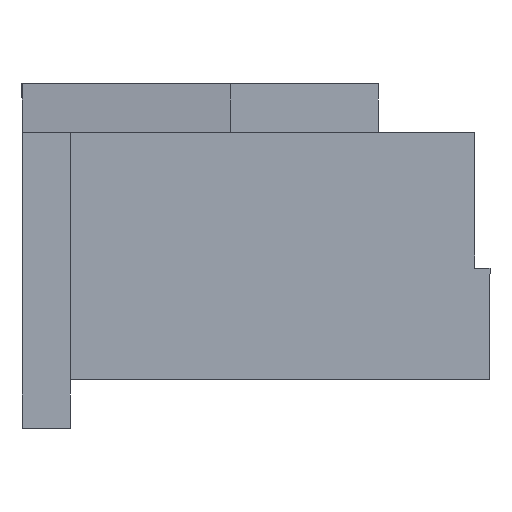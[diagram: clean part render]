
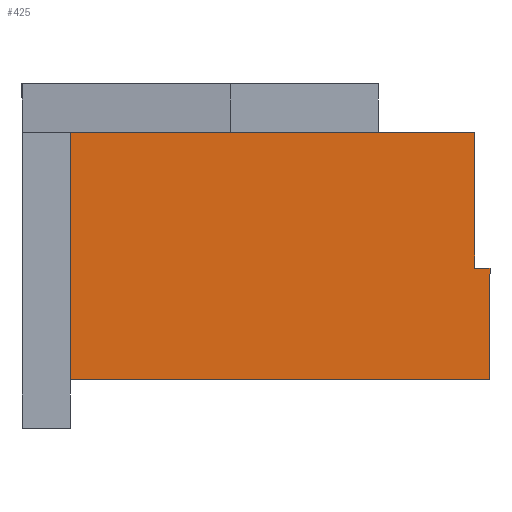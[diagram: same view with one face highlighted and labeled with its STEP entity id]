
A CAD part, left-side view. The second image highlights one B-rep face of the part: STEP entity #425.
In plain terms, the highlighted planar face has unit normal (-1, 0, 0).
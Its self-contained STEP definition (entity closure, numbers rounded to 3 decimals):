
#1 = VERTEX_POINT ( 'NONE', #1041 ) ;
#9 = VERTEX_POINT ( 'NONE', #1029 ) ;
#12 = EDGE_CURVE ( 'NONE', #1, #9, #1027, .T. ) ;
#86 = ORIENTED_EDGE ( 'NONE', *, *, #90, .F. ) ;
#87 = VERTEX_POINT ( 'NONE', #1150 ) ;
#88 = VERTEX_POINT ( 'NONE', #1149 ) ;
#90 = EDGE_CURVE ( 'NONE', #87, #88, #1148, .T. ) ;
#103 = EDGE_CURVE ( 'NONE', #246, #87, #1192, .T. ) ;
#123 = EDGE_CURVE ( 'NONE', #1, #246, #1215, .T. ) ;
#246 = VERTEX_POINT ( 'NONE', #1407 ) ;
#272 = ORIENTED_EDGE ( 'NONE', *, *, #103, .F. ) ;
#282 = ORIENTED_EDGE ( 'NONE', *, *, #123, .F. ) ;
#287 = ORIENTED_EDGE ( 'NONE', *, *, #12, .T. ) ;
#425 = ADVANCED_FACE ( 'NONE', ( #1704 ), #1703, .T. ) ;
#821 = EDGE_CURVE ( 'NONE', #88, #824, #2293, .T. ) ;
#823 = ORIENTED_EDGE ( 'NONE', *, *, #821, .F. ) ;
#824 = VERTEX_POINT ( 'NONE', #2282 ) ;
#826 = EDGE_LOOP ( 'NONE', ( #86, #272, #282, #287, #827, #823 ) ) ;
#827 = ORIENTED_EDGE ( 'NONE', *, *, #828, .T. ) ;
#828 = EDGE_CURVE ( 'NONE', #9, #824, #2345, .T. ) ;
#1024 = DIRECTION ( 'NONE',  ( 0., -1., 0. ) ) ;
#1025 = VECTOR ( 'NONE', #1024, 1000. ) ;
#1026 = CARTESIAN_POINT ( 'NONE',  ( -5.35, 4., 0.8 ) ) ;
#1027 = LINE ( 'NONE', #1026, #1025 ) ;
#1029 = CARTESIAN_POINT ( 'NONE',  ( -5.35, -3.75, 0.8 ) ) ;
#1041 = CARTESIAN_POINT ( 'NONE',  ( -5.35, 3.2, 0.8 ) ) ;
#1145 = DIRECTION ( 'NONE',  ( 0., 0., -1. ) ) ;
#1146 = VECTOR ( 'NONE', #1145, 1000. ) ;
#1147 = CARTESIAN_POINT ( 'NONE',  ( -5.35, -3.5, 0.8 ) ) ;
#1148 = LINE ( 'NONE', #1147, #1146 ) ;
#1149 = CARTESIAN_POINT ( 'NONE',  ( -5.35, -3.5, 2.65 ) ) ;
#1150 = CARTESIAN_POINT ( 'NONE',  ( -5.35, -3.5, 4.9 ) ) ;
#1186 = DIRECTION ( 'NONE',  ( 0., -1., 0. ) ) ;
#1187 = VECTOR ( 'NONE', #1186, 1000. ) ;
#1188 = CARTESIAN_POINT ( 'NONE',  ( -5.35, 4., 4.9 ) ) ;
#1192 = LINE ( 'NONE', #1188, #1187 ) ;
#1212 = DIRECTION ( 'NONE',  ( 0., 0., 1. ) ) ;
#1213 = VECTOR ( 'NONE', #1212, 1000. ) ;
#1214 = CARTESIAN_POINT ( 'NONE',  ( -5.35, 3.2, 0.8 ) ) ;
#1215 = LINE ( 'NONE', #1214, #1213 ) ;
#1407 = CARTESIAN_POINT ( 'NONE',  ( -5.35, 3.2, 4.9 ) ) ;
#1698 = DIRECTION ( 'NONE',  ( 0., 0., 1. ) ) ;
#1699 = DIRECTION ( 'NONE',  ( -1., 0., 0. ) ) ;
#1700 = CARTESIAN_POINT ( 'NONE',  ( -5.35, 4., 0.8 ) ) ;
#1702 = AXIS2_PLACEMENT_3D ( 'NONE', #1700, #1699, #1698 ) ;
#1703 = PLANE ( 'NONE',  #1702 ) ;
#1704 = FACE_OUTER_BOUND ( 'NONE', #826, .T. ) ;
#2282 = CARTESIAN_POINT ( 'NONE',  ( -5.35, -3.75, 2.65 ) ) ;
#2287 = DIRECTION ( 'NONE',  ( 0., -1., 0. ) ) ;
#2288 = VECTOR ( 'NONE', #2287, 1000. ) ;
#2289 = CARTESIAN_POINT ( 'NONE',  ( -5.35, 4., 2.65 ) ) ;
#2293 = LINE ( 'NONE', #2289, #2288 ) ;
#2342 = DIRECTION ( 'NONE',  ( 0., 0., 1. ) ) ;
#2343 = VECTOR ( 'NONE', #2342, 1000. ) ;
#2344 = CARTESIAN_POINT ( 'NONE',  ( -5.35, -3.75, 0.8 ) ) ;
#2345 = LINE ( 'NONE', #2344, #2343 ) ;
